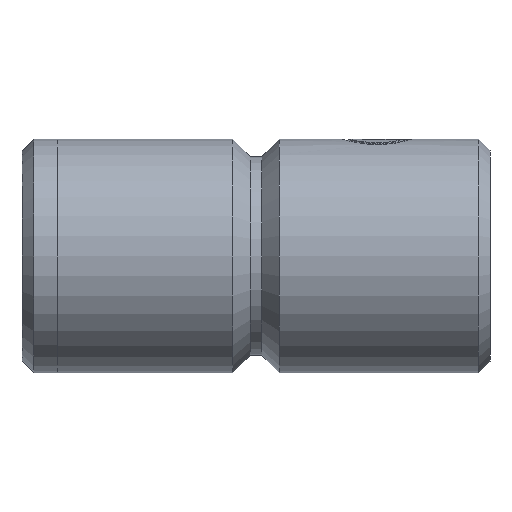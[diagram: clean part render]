
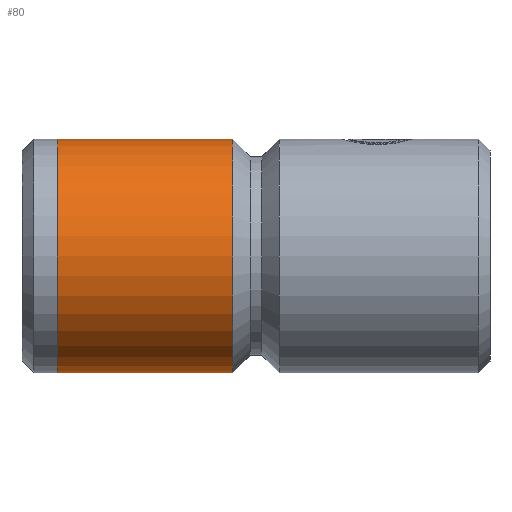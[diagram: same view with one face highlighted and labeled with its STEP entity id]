
A CAD part, left-side view. The second image highlights one B-rep face of the part: STEP entity #80.
In plain terms, the highlighted cylindrical face has radius 10 mm (diameter 20 mm), a partial arc.
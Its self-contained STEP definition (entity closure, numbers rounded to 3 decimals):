
#1 = DIRECTION ( 'NONE',  ( 0., 0., -1. ) ) ;
#43 = LINE ( 'NONE', #235, #327 ) ;
#76 = DIRECTION ( 'NONE',  ( 0., -1., 0. ) ) ;
#80 = ADVANCED_FACE ( 'NONE', ( #1274 ), #919, .T. ) ;
#157 = CARTESIAN_POINT ( 'NONE',  ( 0., 22., -10. ) ) ;
#235 = CARTESIAN_POINT ( 'NONE',  ( 0., 0., 10. ) ) ;
#256 = DIRECTION ( 'NONE',  ( 0., -1., 0. ) ) ;
#278 = EDGE_CURVE ( 'NONE', #625, #1604, #1648, .T. ) ;
#282 = AXIS2_PLACEMENT_3D ( 'NONE', #736, #1595, #865 ) ;
#327 = VECTOR ( 'NONE', #1259, 1000. ) ;
#394 = AXIS2_PLACEMENT_3D ( 'NONE', #915, #256, #653 ) ;
#434 = EDGE_CURVE ( 'NONE', #1290, #625, #501, .T. ) ;
#474 = ORIENTED_EDGE ( 'NONE', *, *, #884, .F. ) ;
#501 = CIRCLE ( 'NONE', #282, 10. ) ;
#540 = ORIENTED_EDGE ( 'NONE', *, *, #278, .T. ) ;
#556 = CARTESIAN_POINT ( 'NONE',  ( 0., 37., -10. ) ) ;
#599 = ORIENTED_EDGE ( 'NONE', *, *, #434, .T. ) ;
#625 = VERTEX_POINT ( 'NONE', #556 ) ;
#653 = DIRECTION ( 'NONE',  ( 0., 0., -1. ) ) ;
#736 = CARTESIAN_POINT ( 'NONE',  ( 0., 37., 0. ) ) ;
#802 = DIRECTION ( 'NONE',  ( 0., -1., 0. ) ) ;
#845 = EDGE_LOOP ( 'NONE', ( #1074, #599, #540, #474 ) ) ;
#865 = DIRECTION ( 'NONE',  ( 0., 0., -1. ) ) ;
#884 = EDGE_CURVE ( 'NONE', #1029, #1604, #1216, .T. ) ;
#915 = CARTESIAN_POINT ( 'NONE',  ( 0., 0., 0. ) ) ;
#919 = CYLINDRICAL_SURFACE ( 'NONE', #394, 10. ) ;
#982 = CARTESIAN_POINT ( 'NONE',  ( 0., 37., 10. ) ) ;
#1029 = VERTEX_POINT ( 'NONE', #1326 ) ;
#1074 = ORIENTED_EDGE ( 'NONE', *, *, #1343, .F. ) ;
#1150 = AXIS2_PLACEMENT_3D ( 'NONE', #1527, #802, #1 ) ;
#1216 = CIRCLE ( 'NONE', #1150, 10. ) ;
#1259 = DIRECTION ( 'NONE',  ( 0., -1., 0. ) ) ;
#1274 = FACE_OUTER_BOUND ( 'NONE', #845, .T. ) ;
#1290 = VERTEX_POINT ( 'NONE', #982 ) ;
#1326 = CARTESIAN_POINT ( 'NONE',  ( 0., 22., 10. ) ) ;
#1341 = VECTOR ( 'NONE', #76, 1000. ) ;
#1343 = EDGE_CURVE ( 'NONE', #1290, #1029, #43, .T. ) ;
#1527 = CARTESIAN_POINT ( 'NONE',  ( 0., 22., 0. ) ) ;
#1595 = DIRECTION ( 'NONE',  ( 0., -1., 0. ) ) ;
#1602 = CARTESIAN_POINT ( 'NONE',  ( 0., 0., -10. ) ) ;
#1604 = VERTEX_POINT ( 'NONE', #157 ) ;
#1648 = LINE ( 'NONE', #1602, #1341 ) ;
